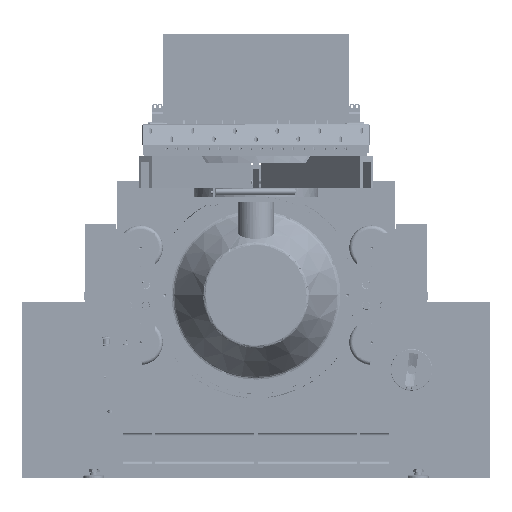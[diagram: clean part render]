
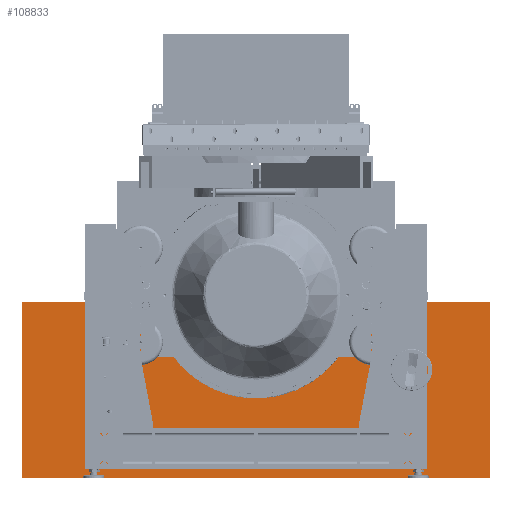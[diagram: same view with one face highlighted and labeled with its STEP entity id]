
A CAD part, left-side view. The second image highlights one B-rep face of the part: STEP entity #108833.
In plain terms, the highlighted planar face has unit normal (-1, 0, 0).
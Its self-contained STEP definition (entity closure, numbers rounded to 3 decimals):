
#108797=AXIS2_PLACEMENT_3D('Plane Axis2P3D',#108794,#108795,#108796) ;
#108794=CARTESIAN_POINT('Axis2P3D Location',(-1130.,1125.8,0.)) ;
#108799=CARTESIAN_POINT('Line Origine',(-1130.,1125.8,422.048)) ;
#108803=CARTESIAN_POINT('Vertex',(-1130.,1125.8,0.)) ;
#108805=CARTESIAN_POINT('Vertex',(-1130.,1125.8,844.095)) ;
#108808=CARTESIAN_POINT('Line Origine',(-1130.,0.,0.)) ;
#108812=CARTESIAN_POINT('Vertex',(-1130.,-1125.8,0.)) ;
#108815=CARTESIAN_POINT('Line Origine',(-1130.,-1125.8,422.048)) ;
#108819=CARTESIAN_POINT('Vertex',(-1130.,-1125.8,844.095)) ;
#108822=CARTESIAN_POINT('Line Origine',(-1130.,0.,844.095)) ;
#108795=DIRECTION('Axis2P3D Direction',(-1.,0.,0.)) ;
#108796=DIRECTION('Axis2P3D XDirection',(0.,-1.,0.)) ;
#108800=DIRECTION('Vector Direction',(0.,0.,1.)) ;
#108809=DIRECTION('Vector Direction',(0.,-1.,0.)) ;
#108816=DIRECTION('Vector Direction',(0.,0.,1.)) ;
#108823=DIRECTION('Vector Direction',(0.,-1.,0.)) ;
#108801=VECTOR('Line Direction',#108800,1.) ;
#108810=VECTOR('Line Direction',#108809,1.) ;
#108817=VECTOR('Line Direction',#108816,1.) ;
#108824=VECTOR('Line Direction',#108823,1.) ;
#108828=ORIENTED_EDGE('',*,*,#108807,.F.) ;
#108829=ORIENTED_EDGE('',*,*,#108814,.T.) ;
#108830=ORIENTED_EDGE('',*,*,#108821,.T.) ;
#108831=ORIENTED_EDGE('',*,*,#108826,.F.) ;
#108833=ADVANCED_FACE('PartBody',(#108832),#108798,.T.) ;
#108807=EDGE_CURVE('',#108804,#108806,#108802,.T.) ;
#108814=EDGE_CURVE('',#108804,#108813,#108811,.T.) ;
#108821=EDGE_CURVE('',#108813,#108820,#108818,.T.) ;
#108826=EDGE_CURVE('',#108806,#108820,#108825,.T.) ;
#108827=EDGE_LOOP('',(#108828,#108829,#108830,#108831)) ;
#108832=FACE_OUTER_BOUND('',#108827,.T.) ;
#108802=LINE('Line',#108799,#108801) ;
#108811=LINE('Line',#108808,#108810) ;
#108818=LINE('Line',#108815,#108817) ;
#108825=LINE('Line',#108822,#108824) ;
#108798=PLANE('',#108797) ;
#108804=VERTEX_POINT('',#108803) ;
#108806=VERTEX_POINT('',#108805) ;
#108813=VERTEX_POINT('',#108812) ;
#108820=VERTEX_POINT('',#108819) ;
